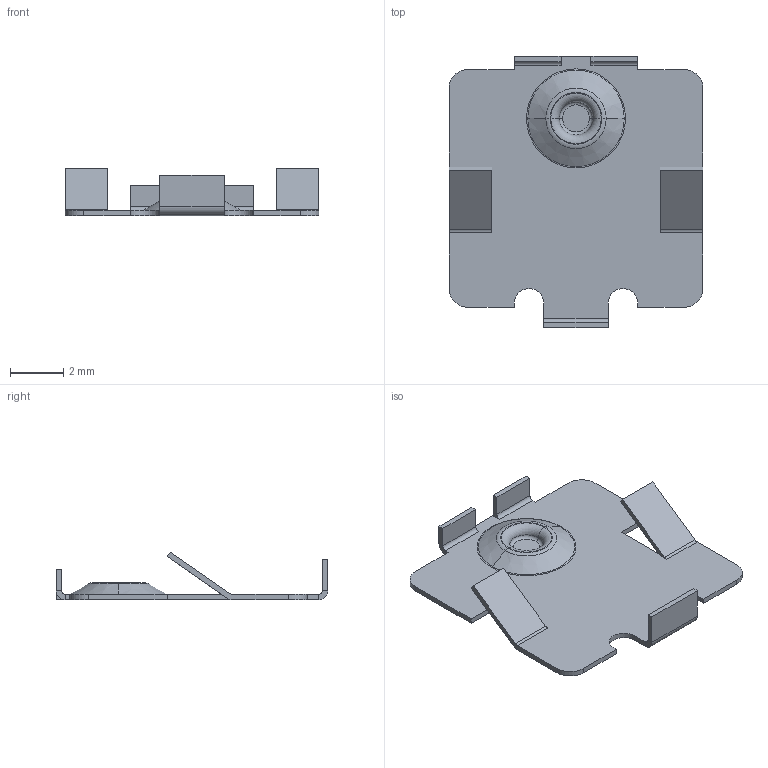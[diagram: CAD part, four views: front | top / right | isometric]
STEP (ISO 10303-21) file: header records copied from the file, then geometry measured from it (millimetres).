
FILE_DESCRIPTION (( 'STEP AP214' ), '1' );
FILE_NAME ('SN-T7-01B.STEP', '2020-02-05T08:18:14', ( '' ), ( '' ), 'SwSTEP 2.0', 'SolidWorks 2017', '' );
FILE_SCHEMA (( 'AUTOMOTIVE_DESIGN' ));
Length unit declared in the file: millimetre
Products named in the file (1): SN-T7-01B
Bounding box: 9.5 x 10.16 x 1.78 mm (x, y, z)
Volume: 19.3 mm3; surface area: 205.7 mm2
Topology: 1 solids, 1 shells, 94 faces, 228 edges, 140 vertices
Faces by surface type: plane 58, torus 16, cylinder 16, cone 4
Entity records: 2754 total; most frequent: DIRECTION 494, CARTESIAN_POINT 463, ORIENTED_EDGE 456, EDGE_CURVE 228, AXIS2_PLACEMENT_3D 171, LINE 152, VECTOR 152, VERTEX_POINT 140
